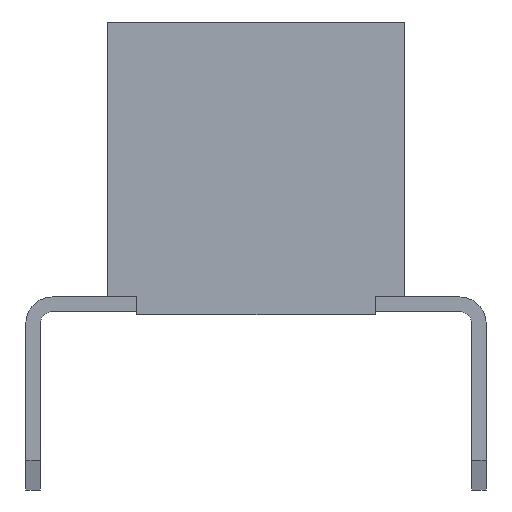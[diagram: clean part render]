
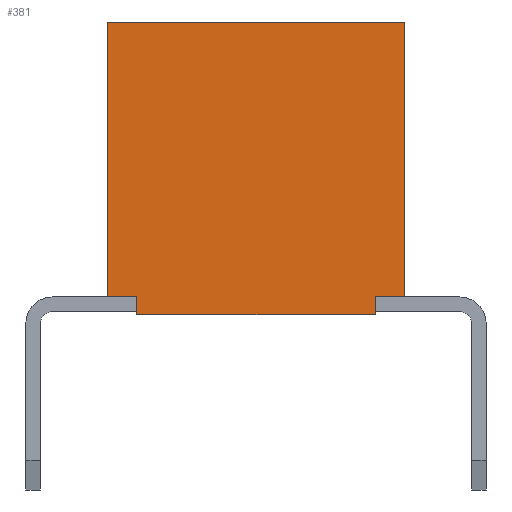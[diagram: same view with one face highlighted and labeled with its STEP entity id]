
A CAD part, left-side view. The second image highlights one B-rep face of the part: STEP entity #381.
In plain terms, the highlighted planar face has unit normal (-1, 0, 0).
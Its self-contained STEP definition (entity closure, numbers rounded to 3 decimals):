
#381=ADVANCED_FACE('',(#1784),#1128,.T.);
#1128=PLANE('',#14660);
#1784=FACE_OUTER_BOUND('',#2584,.T.);
#2584=EDGE_LOOP('',(#3938,#3939,#3940,#3941,#3942,#3943,#3944,#3945));
#3938=ORIENTED_EDGE('',*,*,#9363,.T.);
#3939=ORIENTED_EDGE('',*,*,#9361,.T.);
#3940=ORIENTED_EDGE('',*,*,#9382,.F.);
#3941=ORIENTED_EDGE('',*,*,#9077,.T.);
#3942=ORIENTED_EDGE('',*,*,#9383,.T.);
#3943=ORIENTED_EDGE('',*,*,#9384,.T.);
#3944=ORIENTED_EDGE('',*,*,#9385,.F.);
#3945=ORIENTED_EDGE('',*,*,#9073,.T.);
#7761=VERTEX_POINT('',#19939);
#7762=VERTEX_POINT('',#19941);
#7765=VERTEX_POINT('',#19947);
#7766=VERTEX_POINT('',#19949);
#8047=VERTEX_POINT('',#20512);
#8049=VERTEX_POINT('',#20516);
#8050=VERTEX_POINT('',#20542);
#8051=VERTEX_POINT('',#20544);
#9073=EDGE_CURVE('',#7762,#7761,#11149,.T.);
#9077=EDGE_CURVE('',#7766,#7765,#11153,.T.);
#9361=EDGE_CURVE('',#8047,#8049,#11437,.T.);
#9363=EDGE_CURVE('',#7761,#8047,#11439,.T.);
#9382=EDGE_CURVE('',#7766,#8049,#11458,.T.);
#9383=EDGE_CURVE('',#7765,#8050,#11459,.T.);
#9384=EDGE_CURVE('',#8050,#8051,#11460,.T.);
#9385=EDGE_CURVE('',#7762,#8051,#11461,.T.);
#11149=LINE('',#19940,#13043);
#11153=LINE('',#19948,#13047);
#11437=LINE('',#20517,#13331);
#11439=LINE('',#20520,#13333);
#11458=LINE('',#20540,#13352);
#11459=LINE('',#20541,#13353);
#11460=LINE('',#20543,#13354);
#11461=LINE('',#20545,#13355);
#13043=VECTOR('',#15905,1.);
#13047=VECTOR('',#15909,1.);
#13331=VECTOR('',#16195,1.);
#13333=VECTOR('',#16199,1.);
#13352=VECTOR('',#16220,1.);
#13353=VECTOR('',#16221,1.);
#13354=VECTOR('',#16222,1.);
#13355=VECTOR('',#16223,1.);
#14660=AXIS2_PLACEMENT_3D('',#20546,#16224,#16225);
#15905=DIRECTION('',(0.,-1.,0.));
#15909=DIRECTION('',(0.,-1.,0.));
#16195=DIRECTION('',(0.,1.,0.));
#16199=DIRECTION('',(0.,0.,1.));
#16220=DIRECTION('',(0.,0.,1.));
#16221=DIRECTION('',(0.,0.,-1.));
#16222=DIRECTION('',(0.,-1.,0.));
#16223=DIRECTION('',(0.,0.,-1.));
#16224=DIRECTION('',(-1.,0.,0.));
#16225=DIRECTION('',(0.,0.,1.));
#19939=CARTESIAN_POINT('',(0.,0.,0.));
#19940=CARTESIAN_POINT('',(0.,2.54,0.));
#19941=CARTESIAN_POINT('',(0.,0.5,0.));
#19947=CARTESIAN_POINT('',(0.,4.58,0.));
#19948=CARTESIAN_POINT('',(0.,2.54,0.));
#19949=CARTESIAN_POINT('',(0.,5.08,0.));
#20512=CARTESIAN_POINT('',(0.,0.,4.7));
#20516=CARTESIAN_POINT('',(0.,5.08,4.7));
#20517=CARTESIAN_POINT('',(0.,2.54,4.7));
#20520=CARTESIAN_POINT('',(0.,0.,0.));
#20540=CARTESIAN_POINT('',(0.,5.08,0.));
#20541=CARTESIAN_POINT('',(0.,4.58,-0.3));
#20542=CARTESIAN_POINT('',(0.,4.58,-0.3));
#20543=CARTESIAN_POINT('',(0.,4.58,-0.3));
#20544=CARTESIAN_POINT('',(0.,0.5,-0.3));
#20545=CARTESIAN_POINT('',(0.,0.5,-0.3));
#20546=CARTESIAN_POINT('',(0.,2.54,0.));
